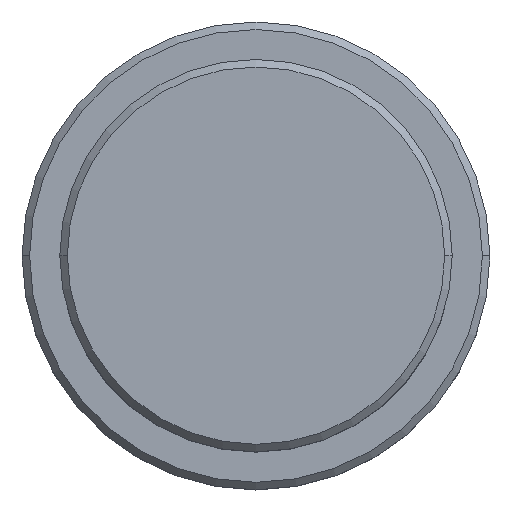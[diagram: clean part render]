
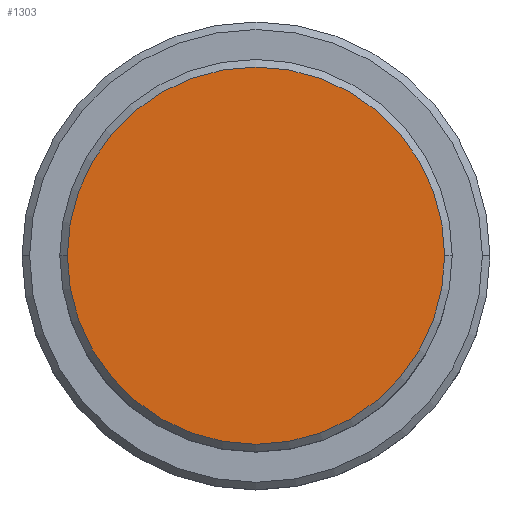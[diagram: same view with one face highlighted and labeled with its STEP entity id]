
A CAD part, top view. The second image highlights one B-rep face of the part: STEP entity #1303.
In plain terms, the highlighted planar face has unit normal (0, 0, 1).
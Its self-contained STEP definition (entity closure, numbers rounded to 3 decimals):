
#40 = DIRECTION ( 'NONE',  ( 1., 0., 0. ) ) ;
#99 = FACE_OUTER_BOUND ( 'NONE', #180, .T. ) ;
#180 = EDGE_LOOP ( 'NONE', ( #1147, #873 ) ) ;
#222 = DIRECTION ( 'NONE',  ( 1., 0., 0. ) ) ;
#248 = CARTESIAN_POINT ( 'NONE',  ( 12.5, 0., 0. ) ) ;
#315 = PLANE ( 'NONE',  #454 ) ;
#360 = CIRCLE ( 'NONE', #709, 12.5 ) ;
#410 = EDGE_CURVE ( 'NONE', #739, #794, #1251, .T. ) ;
#454 = AXIS2_PLACEMENT_3D ( 'NONE', #1186, #1078, #1216 ) ;
#553 = DIRECTION ( 'NONE',  ( 0., 0., 1. ) ) ;
#709 = AXIS2_PLACEMENT_3D ( 'NONE', #1411, #553, #222 ) ;
#739 = VERTEX_POINT ( 'NONE', #790 ) ;
#790 = CARTESIAN_POINT ( 'NONE',  ( -12.5, 0., 0. ) ) ;
#794 = VERTEX_POINT ( 'NONE', #248 ) ;
#873 = ORIENTED_EDGE ( 'NONE', *, *, #1322, .T. ) ;
#922 = CARTESIAN_POINT ( 'NONE',  ( 0., 0., 0. ) ) ;
#1078 = DIRECTION ( 'NONE',  ( 0., 0., 1. ) ) ;
#1147 = ORIENTED_EDGE ( 'NONE', *, *, #410, .T. ) ;
#1186 = CARTESIAN_POINT ( 'NONE',  ( 0., 0., 0. ) ) ;
#1216 = DIRECTION ( 'NONE',  ( 1., 0., 0. ) ) ;
#1235 = DIRECTION ( 'NONE',  ( 0., 0., 1. ) ) ;
#1251 = CIRCLE ( 'NONE', #1343, 12.5 ) ;
#1303 = ADVANCED_FACE ( 'NONE', ( #99 ), #315, .T. ) ;
#1322 = EDGE_CURVE ( 'NONE', #794, #739, #360, .T. ) ;
#1343 = AXIS2_PLACEMENT_3D ( 'NONE', #922, #1235, #40 ) ;
#1411 = CARTESIAN_POINT ( 'NONE',  ( 0., 0., 0. ) ) ;
